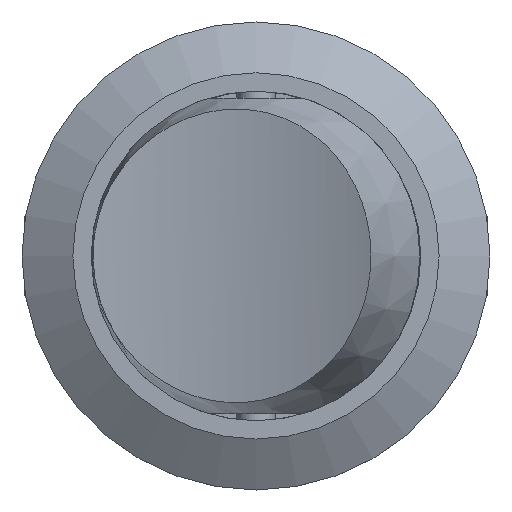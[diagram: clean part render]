
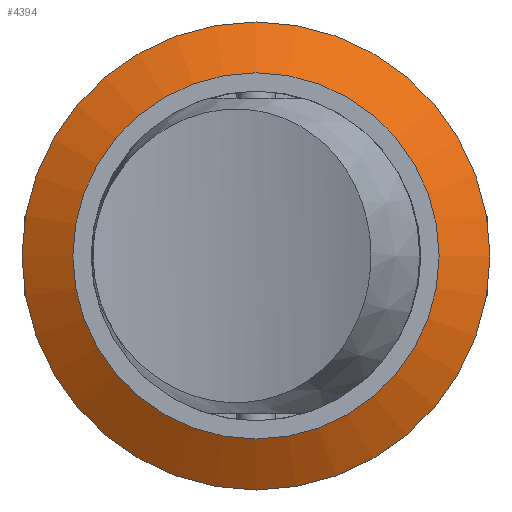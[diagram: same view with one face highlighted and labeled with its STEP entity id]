
A CAD part, top view. The second image highlights one B-rep face of the part: STEP entity #4394.
In plain terms, the highlighted conical face has half-angle 59.036 degrees and reference radius 25.4 mm.
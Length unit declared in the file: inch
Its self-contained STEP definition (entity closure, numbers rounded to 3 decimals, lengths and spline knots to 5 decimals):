
#132=CONICAL_SURFACE('',#4665,1.,1.03);
#394=FACE_OUTER_BOUND('',#641,.T.);
#641=EDGE_LOOP('',(#3962,#3963,#3964,#3965,#3966));
#707=CIRCLE('',#4666,0.45276);
#708=CIRCLE('',#4667,0.45276);
#709=CIRCLE('',#4668,0.35433);
#1193=LINE('',#7603,#1684);
#1684=VECTOR('',#5650,1.);
#2108=VERTEX_POINT('',#7598);
#2109=VERTEX_POINT('',#7599);
#2110=VERTEX_POINT('',#7602);
#2733=EDGE_CURVE('',#2108,#2109,#707,.T.);
#2734=EDGE_CURVE('',#2109,#2108,#708,.T.);
#2735=EDGE_CURVE('',#2108,#2110,#1193,.T.);
#2736=EDGE_CURVE('',#2110,#2110,#709,.T.);
#3962=ORIENTED_EDGE('',*,*,#2733,.T.);
#3963=ORIENTED_EDGE('',*,*,#2734,.T.);
#3964=ORIENTED_EDGE('',*,*,#2735,.T.);
#3965=ORIENTED_EDGE('',*,*,#2736,.T.);
#3966=ORIENTED_EDGE('',*,*,#2735,.F.);
#4394=ADVANCED_FACE('',(#394),#132,.T.);
#4665=AXIS2_PLACEMENT_3D('',#7597,#5644,#5645);
#4666=AXIS2_PLACEMENT_3D('',#7600,#5646,#5647);
#4667=AXIS2_PLACEMENT_3D('',#7601,#5648,#5649);
#4668=AXIS2_PLACEMENT_3D('',#7604,#5651,#5652);
#5644=DIRECTION('center_axis',(0.,0.,-1.));
#5645=DIRECTION('ref_axis',(1.,0.,0.));
#5646=DIRECTION('center_axis',(0.,0.,1.));
#5647=DIRECTION('ref_axis',(-1.,0.,0.));
#5648=DIRECTION('center_axis',(0.,0.,1.));
#5649=DIRECTION('ref_axis',(-1.,0.,0.));
#5650=DIRECTION('',(0.857,0.,0.514));
#5651=DIRECTION('center_axis',(0.,0.,-1.));
#5652=DIRECTION('ref_axis',(-1.,0.,0.));
#7597=CARTESIAN_POINT('Origin',(0.,0.,0.26614));
#7598=CARTESIAN_POINT('',(-0.45276,0.,0.59449));
#7599=CARTESIAN_POINT('',(0.45276,0.,0.59449));
#7600=CARTESIAN_POINT('Origin',(0.,0.,0.59449));
#7601=CARTESIAN_POINT('Origin',(0.,0.,0.59449));
#7602=CARTESIAN_POINT('',(-0.35433,0.,0.65354));
#7603=CARTESIAN_POINT('',(-1.,0.,0.26614));
#7604=CARTESIAN_POINT('Origin',(0.,0.,0.65354));
